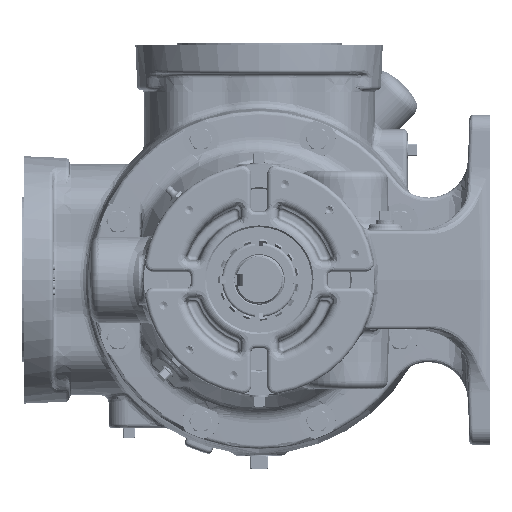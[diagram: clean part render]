
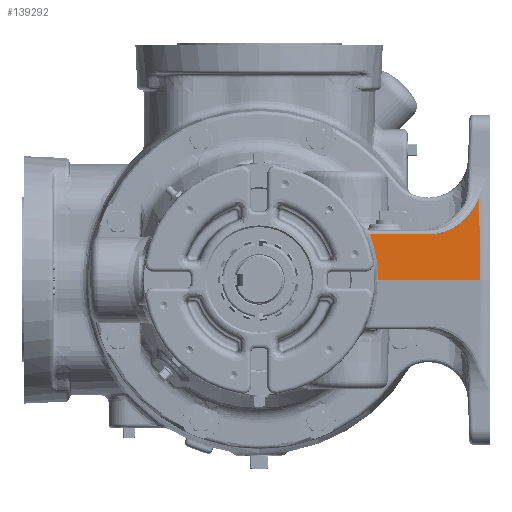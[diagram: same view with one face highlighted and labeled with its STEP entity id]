
A CAD part, left-side view. The second image highlights one B-rep face of the part: STEP entity #139292.
In plain terms, the highlighted planar face has unit normal (-0.642, -0.766, 0.035).
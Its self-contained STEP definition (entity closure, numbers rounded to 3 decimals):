
#2165 = ORIENTED_EDGE ( 'NONE', *, *, #241758, .T. ) ;
#5892 = CARTESIAN_POINT ( 'NONE',  ( -149.757, -169.359, 63.389 ) ) ;
#9294 = PLANE ( 'NONE',  #93062 ) ;
#9349 = CARTESIAN_POINT ( 'NONE',  ( -251.307, -85.435, 35.158 ) ) ;
#11648 = DIRECTION ( 'NONE',  ( -0.642, -0.766, 0.035 ) ) ;
#21022 = LINE ( 'NONE', #134400, #174983 ) ;
#34983 = EDGE_CURVE ( 'NONE', #42546, #315875, #381286, .T. ) ;
#42546 = VERTEX_POINT ( 'NONE', #318609 ) ;
#47259 = CARTESIAN_POINT ( 'NONE',  ( -197.121, -130.903, 35.158 ) ) ;
#50215 = CARTESIAN_POINT ( 'NONE',  ( -136.924, -183.017, 0. ) ) ;
#55288 = EDGE_CURVE ( 'NONE', #58265, #42546, #68395, .T. ) ;
#58265 = VERTEX_POINT ( 'NONE', #437827 ) ;
#68395 = LINE ( 'NONE', #324398, #369692 ) ;
#75783 = LINE ( 'NONE', #442646, #439910 ) ;
#80293 = ORIENTED_EDGE ( 'NONE', *, *, #350878, .T. ) ;
#80482 = DIRECTION ( 'NONE',  ( 0.766, -0.643, 0. ) ) ;
#83002 = ORIENTED_EDGE ( 'NONE', *, *, #34983, .T. ) ;
#88791 = CARTESIAN_POINT ( 'NONE',  ( -244.95, -91.824, 12.04 ) ) ;
#93062 = AXIS2_PLACEMENT_3D ( 'NONE', #50215, #11648, #168343 ) ;
#105396 = CARTESIAN_POINT ( 'NONE',  ( -245.542, -91.876, 0. ) ) ;
#134400 = CARTESIAN_POINT ( 'NONE',  ( -148.925, -168.971, 87.223 ) ) ;
#139292 = ADVANCED_FACE ( 'Defeatured_0_6484', ( #376253 ), #9294, .T. ) ;
#168343 = DIRECTION ( 'NONE',  ( 0.766, -0.643, 0. ) ) ;
#172286 = EDGE_CURVE ( 'NONE', #358229, #58265, #290365, .T. ) ;
#174983 = VECTOR ( 'NONE', #315611, 1000. ) ;
#189331 = EDGE_LOOP ( 'NONE', ( #416935, #83002, #2165, #80293, #272728 ) ) ;
#222895 = CARTESIAN_POINT ( 'NONE',  ( -151.971, -170.391, 0. ) ) ;
#230790 = CARTESIAN_POINT ( 'NONE',  ( -159.408, -162.074, 45.545 ) ) ;
#241758 = EDGE_CURVE ( 'NONE', #315875, #449298, #75783, .T. ) ;
#249558 = DIRECTION ( 'NONE',  ( -0.766, 0.643, 0. ) ) ;
#272393 = CARTESIAN_POINT ( 'NONE',  ( -246.892, -89.654, 23.882 ) ) ;
#272728 = ORIENTED_EDGE ( 'NONE', *, *, #172286, .T. ) ;
#290365 =( BOUNDED_CURVE ( )  B_SPLINE_CURVE ( 3, ( #457515, #230790, #378006, #47259 ),
 .UNSPECIFIED., .F., .F. ) 
 B_SPLINE_CURVE_WITH_KNOTS ( ( 4, 4 ),
 ( 3.583, 4.658 ),
 .UNSPECIFIED. ) 
 CURVE ( )  GEOMETRIC_REPRESENTATION_ITEM ( )  RATIONAL_B_SPLINE_CURVE ( ( 1., 0.906, 0.906, 1. ) ) 
 REPRESENTATION_ITEM ( '' )  );
#306151 = CARTESIAN_POINT ( 'NONE',  ( -245.542, -91.876, 0. ) ) ;
#315611 = DIRECTION ( 'NONE',  ( 0.035, 0.016, 0.999 ) ) ;
#315875 = VERTEX_POINT ( 'NONE', #105396 ) ;
#318609 = CARTESIAN_POINT ( 'NONE',  ( -251.307, -85.435, 35.158 ) ) ;
#324398 = CARTESIAN_POINT ( 'NONE',  ( -136.135, -182.077, 35.158 ) ) ;
#350878 = EDGE_CURVE ( 'NONE', #449298, #358229, #21022, .T. ) ;
#358229 = VERTEX_POINT ( 'NONE', #5892 ) ;
#369692 = VECTOR ( 'NONE', #249558, 1000. ) ;
#376253 = FACE_OUTER_BOUND ( 'NONE', #189331, .T. ) ;
#378006 = CARTESIAN_POINT ( 'NONE',  ( -176.835, -147.926, 35.158 ) ) ;
#381286 =( BOUNDED_CURVE ( )  B_SPLINE_CURVE ( 3, ( #9349, #272393, #88791, #306151 ),
 .UNSPECIFIED., .F., .T. ) 
 B_SPLINE_CURVE_WITH_KNOTS ( ( 4, 4 ),
 ( 2.829, 3.183 ),
 .UNSPECIFIED. ) 
 CURVE ( )  GEOMETRIC_REPRESENTATION_ITEM ( )  RATIONAL_B_SPLINE_CURVE ( ( 1., 0.99, 0.99, 1. ) ) 
 REPRESENTATION_ITEM ( '' )  );
#416935 = ORIENTED_EDGE ( 'NONE', *, *, #55288, .T. ) ;
#437827 = CARTESIAN_POINT ( 'NONE',  ( -197.121, -130.903, 35.158 ) ) ;
#439910 = VECTOR ( 'NONE', #80482, 1000. ) ;
#442646 = CARTESIAN_POINT ( 'NONE',  ( -136.924, -183.017, 0. ) ) ;
#449298 = VERTEX_POINT ( 'NONE', #222895 ) ;
#457515 = CARTESIAN_POINT ( 'NONE',  ( -149.757, -169.359, 63.389 ) ) ;
